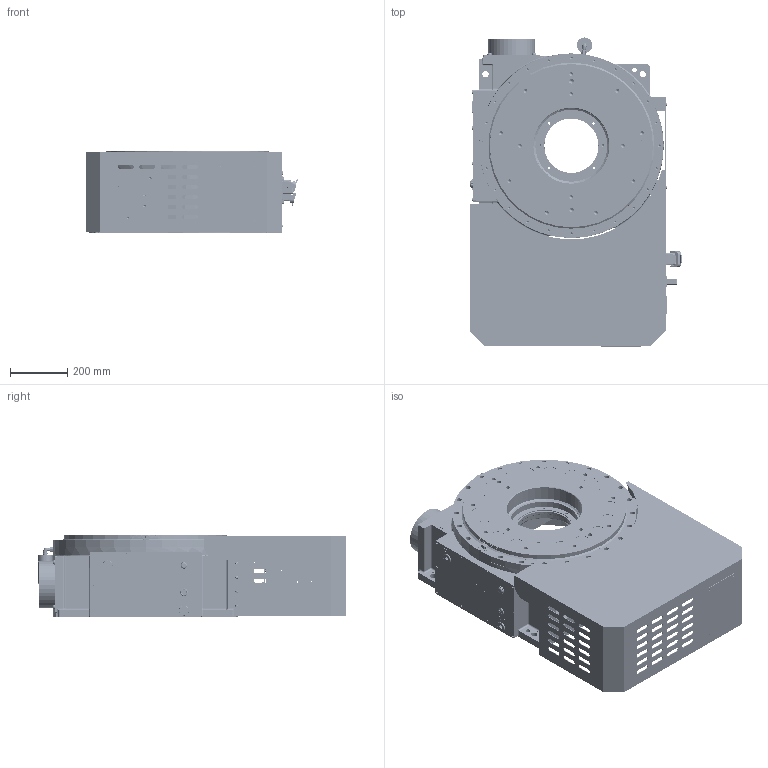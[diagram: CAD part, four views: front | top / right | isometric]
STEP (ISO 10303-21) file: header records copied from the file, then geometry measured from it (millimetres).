
FILE_DESCRIPTION (( 'STEP AP203' ), '1' );
FILE_NAME ('HSP1-5000-04.STEP', '2020-01-23T02:51:59', ( 'HHI' ), ( '' ), 'SwSTEP 2.0', 'SolidWorks 2017', '' );
FILE_SCHEMA (( 'CONFIG_CONTROL_DESIGN' ));
Length unit declared in the file: metre
Products named in the file (56): ん雖敷傘 獐お; DJ-BP5025-004-P03; Parker A-Lok 岇澊る爤- 氙疙劙氩滊笇 6 x 1_8 (1); DJ-BP5025-005; DJ-BP5025-012-03; DJ-BP5025-001-P01; DJ-BP5025-P500-01; 醴幗熱薑獄; DJ-BP5025-002-A01-P04; ANSI_ASME B16.15 90旍埆橂炒- 措灅125 1_8; DJ-BP5025-004; DJ-BP5025-012-04; DJ-BP5025-010-03; DJ-BP5025-P500-02; ん雖敷傘 鳴陝渠; DJ-BP5025-007-P01; HSP1-5000-04; DJ-BP5025-002-P02; DJ-BP5025-011-04-(570)-犽弰臧愳啀旮绊; DJ-BP5025-008-P01; DJ-BP5025-P600; DJ-BP5025-010-01-犽弰臧愳啀旮绊; DJ-BP5025-007; DJ-BP5025-002-P03; DJ-BP5025-011-04-R1(570)-犽弰臧愳啀旮绊; DJ-BP5025-008-P02; DJ-BP5025-004-P02; DJ-BP5025-010-02; DJ-BP5025-007-P02; DJ-BP5025-001; DJ-BP5025-001-P05; DJ-BP5025-011-01(570)-�도감속글; DJ-BP5000-12-03; DJ-BP5025-010-04; 器瘤寂呈 纳捞喉 窜磊; DJ-BP5025-008; DJ-BP5000-001-1; DJ-BP5025-002-P01; DJ-BP5025-011-03(570); JIS B 1174 - M5 x 16 ...
Assembly tree (139 placements, depth 3):
  HSP1-5000-04
    DJ-BP5025-002-P01
    DJ-BP5025-004-P04  x10
    DJ-BP5000-002
    DJ-BP5025-005
    DJ-BP5025-004
    DJ-BP5025-002-P02
    DJ-BP5025-002-P03
    DJ-BP5025-001
    DJ-BP5025-008
    DJ-BP5025-004-01
    DJ-BP5025-004-P01  x2
    DJ-BP5025-004-P03
    DJ-BP5025-002-A01-P04  x18
    DJ-BP5025-007-P01
    DJ-BP5025-007
    DJ-BP5025-007-P02  x4
    DJ-BP5025-010-犽弰臧愳啀旮绊
      器瘤寂呈 纳捞喉 窜磊
      ん雖敷傘 欽濠
      ん雖敷傘 贗董  x2
      ん雖敷傘 獐お  x2
      醴幗熱薑獄
      ん雖敷傘 鳴陝渠
      DJ-BP5025-010-01-犽弰臧愳啀旮绊
      DJ-BP5025-010-02
      DJ-BP5025-010-04
      DJ-BP5025-010-05
      DJ-BP5025-010-04-1
    DJ-BP5025-P500-01
    DJ-BP5025-P500-02  x2
    DJ-BP5025-P600
    DJ-BP5025-004-P02
    DJ-BP5000-12-03
    JIS B 1174 - M5 x 16  x12
    DJ-BP5025-010-P02  x12
    DJ-BP5025-012-01
    DJ-BP5025-012-02
    DJ-BP5025-001-P01
    DJ-BP5025-010-03
    DJ-BP5025-008-P01  x4
    DJ-BP5025-008-P02  x4
    DJ-BP5025-011-01(570)-�도감속글
    DJ-BP5025-011-03(570)
    DJ-BP5025-011-02(570)
    DJ-BP5025-012-05
    DJ-BP5025-012-03
    DJ-BP5025-012-04
    DJ-BP5025-011-04-(570)-犽弰臧愳啀旮绊
    DJ-BP5025-011-04-R1(570)-犽弰臧愳啀旮绊
    DJ-BP5025-001-P05
    DJ-BP5000-001-1
    DJ-BP5000-001-2  x24
    simalube-125-窱禺收木ˉ
    Parker A-Lok 岇澊る爤- 氙疙劙氩滊笇 6 x 1_8 (1)
    ANSI_ASME B16.15 90旍埆橂炒- 措灅125 1_8
Bounding box: 742.99 x 1079.84 x 290 mm (x, y, z)
Volume: 40636706.1 mm3; surface area: 6001470.2 mm2
Topology: 145 solids, 145 shells, 3946 faces, 9984 edges, 6564 vertices
Faces by surface type: plane 1908, cylinder 1294, bspline 375, cone 224, torus 126, sphere 19
Full cylindrical faces by diameter (mm): 2.459 x2, 3 x1, 3.2 x4, 3.242 x16, 3.5 x6, 4 x2, 4.134 x8, 4.4 x8, 4.5 x4, 4.7 x4, 4.917 x26, 5 x18, 5.5 x12, 5.588 x1, 5.99 x1, 6 x22, 6.5 x4, 6.647 x4, 6.65 x8, 7 x24, 8 x5, 8.376 x48, 8.5 x1, 9 x4, 9.5 x12, 10 x14, 10.106 x8, 10.5 x1, 11 x24, 11.7 x10
Entity records: 193005 total; most frequent: CARTESIAN_POINT 57505, ORIENTED_EDGE 28120, DIRECTION 20710, EDGE_CURVE 14060, VERTEX_POINT 9641, LINE 8592, VECTOR 8592, EDGE_LOOP 7271
